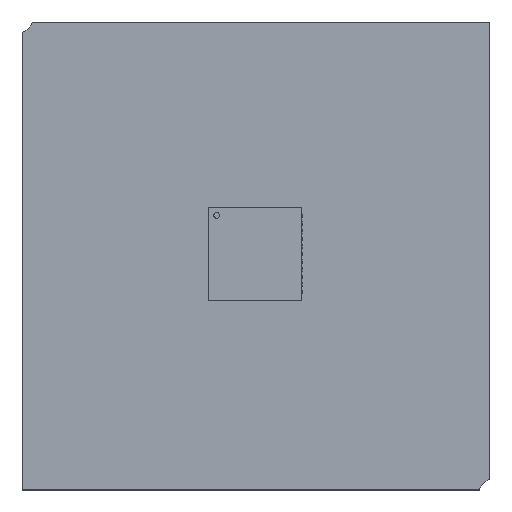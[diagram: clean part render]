
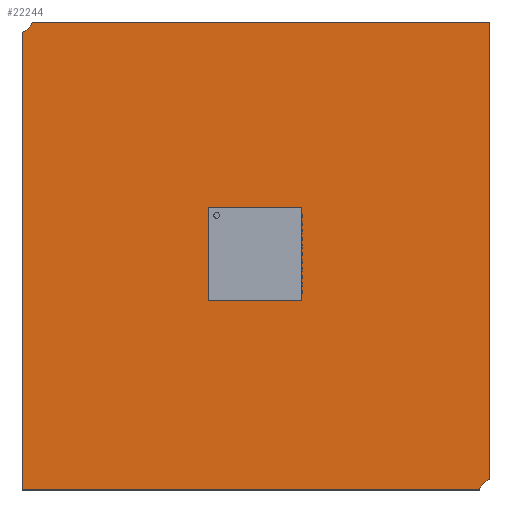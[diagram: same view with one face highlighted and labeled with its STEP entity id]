
A CAD part, top view. The second image highlights one B-rep face of the part: STEP entity #22244.
In plain terms, the highlighted planar face has unit normal (0, 0, 1).
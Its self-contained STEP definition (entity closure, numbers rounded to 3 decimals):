
#21952 = PLANE('',#21953);
#21953 = AXIS2_PLACEMENT_3D('',#21954,#21955,#21956);
#21954 = CARTESIAN_POINT('',(129.489,-107.544,0.));
#21955 = DIRECTION('',(0.,-1.,0.));
#21956 = DIRECTION('',(-1.,0.,0.));
#21977 = VERTEX_POINT('',#21978);
#21978 = CARTESIAN_POINT('',(128.566,-107.544,1.6));
#21991 = CYLINDRICAL_SURFACE('',#21992,1.75);
#21992 = AXIS2_PLACEMENT_3D('',#21993,#21994,#21995);
#21993 = CARTESIAN_POINT('',(130.183,-108.213,-0.8));
#21994 = DIRECTION('',(0.,0.,1.));
#21995 = DIRECTION('',(1.,0.,-0.));
#22002 = EDGE_CURVE('',#21977,#22003,#22005,.T.);
#22003 = VERTEX_POINT('',#22004);
#22004 = CARTESIAN_POINT('',(89.51,-107.544,1.6));
#22005 = SURFACE_CURVE('',#22006,(#22010,#22017),.PCURVE_S1.);
#22006 = LINE('',#22007,#22008);
#22007 = CARTESIAN_POINT('',(129.489,-107.544,1.6));
#22008 = VECTOR('',#22009,1.);
#22009 = DIRECTION('',(-1.,0.,0.));
#22010 = PCURVE('',#21952,#22011);
#22011 = DEFINITIONAL_REPRESENTATION('',(#22012),#22016);
#22012 = LINE('',#22013,#22014);
#22013 = CARTESIAN_POINT('',(0.,-1.6));
#22014 = VECTOR('',#22015,1.);
#22015 = DIRECTION('',(1.,0.));
#22016 = ( GEOMETRIC_REPRESENTATION_CONTEXT(2) 
PARAMETRIC_REPRESENTATION_CONTEXT() REPRESENTATION_CONTEXT('2D SPACE',''
  ) );
#22017 = PCURVE('',#22018,#22023);
#22018 = PLANE('',#22019);
#22019 = AXIS2_PLACEMENT_3D('',#22020,#22021,#22022);
#22020 = CARTESIAN_POINT('',(109.499,-87.554,1.6));
#22021 = DIRECTION('',(-0.,-0.,-1.));
#22022 = DIRECTION('',(-1.,0.,0.));
#22023 = DEFINITIONAL_REPRESENTATION('',(#22024),#22028);
#22024 = LINE('',#22025,#22026);
#22025 = CARTESIAN_POINT('',(-19.99,-19.99));
#22026 = VECTOR('',#22027,1.);
#22027 = DIRECTION('',(1.,0.));
#22028 = ( GEOMETRIC_REPRESENTATION_CONTEXT(2) 
PARAMETRIC_REPRESENTATION_CONTEXT() REPRESENTATION_CONTEXT('2D SPACE',''
  ) );
#22044 = PLANE('',#22045);
#22045 = AXIS2_PLACEMENT_3D('',#22046,#22047,#22048);
#22046 = CARTESIAN_POINT('',(89.51,-107.544,0.));
#22047 = DIRECTION('',(-1.,0.,0.));
#22048 = DIRECTION('',(0.,1.,0.));
#22132 = CYLINDRICAL_SURFACE('',#22133,1.75);
#22133 = AXIS2_PLACEMENT_3D('',#22134,#22135,#22136);
#22134 = CARTESIAN_POINT('',(88.817,-66.847,-0.8));
#22135 = DIRECTION('',(0.,0.,1.));
#22136 = DIRECTION('',(1.,0.,-0.));
#22160 = PLANE('',#22161);
#22161 = AXIS2_PLACEMENT_3D('',#22162,#22163,#22164);
#22162 = CARTESIAN_POINT('',(89.51,-67.564,0.));
#22163 = DIRECTION('',(0.,1.,0.));
#22164 = DIRECTION('',(1.,0.,0.));
#22186 = PLANE('',#22187);
#22187 = AXIS2_PLACEMENT_3D('',#22188,#22189,#22190);
#22188 = CARTESIAN_POINT('',(129.489,-67.564,0.));
#22189 = DIRECTION('',(1.,0.,-0.));
#22190 = DIRECTION('',(0.,-1.,0.));
#22203 = EDGE_CURVE('',#22003,#22204,#22206,.T.);
#22204 = VERTEX_POINT('',#22205);
#22205 = CARTESIAN_POINT('',(89.51,-68.454,1.6));
#22206 = SURFACE_CURVE('',#22207,(#22211,#22218),.PCURVE_S1.);
#22207 = LINE('',#22208,#22209);
#22208 = CARTESIAN_POINT('',(89.51,-107.544,1.6));
#22209 = VECTOR('',#22210,1.);
#22210 = DIRECTION('',(0.,1.,0.));
#22211 = PCURVE('',#22044,#22212);
#22212 = DEFINITIONAL_REPRESENTATION('',(#22213),#22217);
#22213 = LINE('',#22214,#22215);
#22214 = CARTESIAN_POINT('',(0.,-1.6));
#22215 = VECTOR('',#22216,1.);
#22216 = DIRECTION('',(1.,0.));
#22217 = ( GEOMETRIC_REPRESENTATION_CONTEXT(2) 
PARAMETRIC_REPRESENTATION_CONTEXT() REPRESENTATION_CONTEXT('2D SPACE',''
  ) );
#22218 = PCURVE('',#22018,#22219);
#22219 = DEFINITIONAL_REPRESENTATION('',(#22220),#22224);
#22220 = LINE('',#22221,#22222);
#22221 = CARTESIAN_POINT('',(19.99,-19.99));
#22222 = VECTOR('',#22223,1.);
#22223 = DIRECTION('',(0.,1.));
#22224 = ( GEOMETRIC_REPRESENTATION_CONTEXT(2) 
PARAMETRIC_REPRESENTATION_CONTEXT() REPRESENTATION_CONTEXT('2D SPACE',''
  ) );
#22244 = ADVANCED_FACE('',(#22245),#22018,.F.);
#22245 = FACE_BOUND('',#22246,.F.);
#22246 = EDGE_LOOP('',(#22247,#22275,#22276,#22277,#22305,#22328));
#22247 = ORIENTED_EDGE('',*,*,#22248,.T.);
#22248 = EDGE_CURVE('',#22249,#21977,#22251,.T.);
#22249 = VERTEX_POINT('',#22250);
#22250 = CARTESIAN_POINT('',(129.489,-106.606,1.6));
#22251 = SURFACE_CURVE('',#22252,(#22257,#22268),.PCURVE_S1.);
#22252 = CIRCLE('',#22253,1.75);
#22253 = AXIS2_PLACEMENT_3D('',#22254,#22255,#22256);
#22254 = CARTESIAN_POINT('',(130.183,-108.213,1.6));
#22255 = DIRECTION('',(0.,0.,1.));
#22256 = DIRECTION('',(1.,0.,-0.));
#22257 = PCURVE('',#22018,#22258);
#22258 = DEFINITIONAL_REPRESENTATION('',(#22259),#22267);
#22259 = ( BOUNDED_CURVE() B_SPLINE_CURVE(2,(#22260,#22261,#22262,#22263
    ,#22264,#22265,#22266),.UNSPECIFIED.,.T.,.F.) 
B_SPLINE_CURVE_WITH_KNOTS((1,2,2,2,2,1),(-2.094,0.,
    2.094,4.189,6.283,8.378),
.UNSPECIFIED.) CURVE() GEOMETRIC_REPRESENTATION_ITEM() 
RATIONAL_B_SPLINE_CURVE((1.,0.5,1.,0.5,1.,0.5,1.)) REPRESENTATION_ITEM(
  '') );
#22260 = CARTESIAN_POINT('',(-22.434,-20.659));
#22261 = CARTESIAN_POINT('',(-22.434,-17.628));
#22262 = CARTESIAN_POINT('',(-19.809,-19.144));
#22263 = CARTESIAN_POINT('',(-17.184,-20.659));
#22264 = CARTESIAN_POINT('',(-19.809,-22.175));
#22265 = CARTESIAN_POINT('',(-22.434,-23.69));
#22266 = CARTESIAN_POINT('',(-22.434,-20.659));
#22267 = ( GEOMETRIC_REPRESENTATION_CONTEXT(2) 
PARAMETRIC_REPRESENTATION_CONTEXT() REPRESENTATION_CONTEXT('2D SPACE',''
  ) );
#22268 = PCURVE('',#21991,#22269);
#22269 = DEFINITIONAL_REPRESENTATION('',(#22270),#22274);
#22270 = LINE('',#22271,#22272);
#22271 = CARTESIAN_POINT('',(0.,2.4));
#22272 = VECTOR('',#22273,1.);
#22273 = DIRECTION('',(1.,0.));
#22274 = ( GEOMETRIC_REPRESENTATION_CONTEXT(2) 
PARAMETRIC_REPRESENTATION_CONTEXT() REPRESENTATION_CONTEXT('2D SPACE',''
  ) );
#22275 = ORIENTED_EDGE('',*,*,#22002,.T.);
#22276 = ORIENTED_EDGE('',*,*,#22203,.T.);
#22277 = ORIENTED_EDGE('',*,*,#22278,.T.);
#22278 = EDGE_CURVE('',#22204,#22279,#22281,.T.);
#22279 = VERTEX_POINT('',#22280);
#22280 = CARTESIAN_POINT('',(90.413,-67.564,1.6));
#22281 = SURFACE_CURVE('',#22282,(#22287,#22298),.PCURVE_S1.);
#22282 = CIRCLE('',#22283,1.75);
#22283 = AXIS2_PLACEMENT_3D('',#22284,#22285,#22286);
#22284 = CARTESIAN_POINT('',(88.817,-66.847,1.6));
#22285 = DIRECTION('',(0.,0.,1.));
#22286 = DIRECTION('',(1.,0.,-0.));
#22287 = PCURVE('',#22018,#22288);
#22288 = DEFINITIONAL_REPRESENTATION('',(#22289),#22297);
#22289 = ( BOUNDED_CURVE() B_SPLINE_CURVE(2,(#22290,#22291,#22292,#22293
    ,#22294,#22295,#22296),.UNSPECIFIED.,.T.,.F.) 
B_SPLINE_CURVE_WITH_KNOTS((1,2,2,2,2,1),(-2.094,0.,
    2.094,4.189,6.283,8.378),
.UNSPECIFIED.) CURVE() GEOMETRIC_REPRESENTATION_ITEM() 
RATIONAL_B_SPLINE_CURVE((1.,0.5,1.,0.5,1.,0.5,1.)) REPRESENTATION_ITEM(
  '') );
#22290 = CARTESIAN_POINT('',(18.932,20.707));
#22291 = CARTESIAN_POINT('',(18.932,23.738));
#22292 = CARTESIAN_POINT('',(21.557,22.222));
#22293 = CARTESIAN_POINT('',(24.182,20.707));
#22294 = CARTESIAN_POINT('',(21.557,19.191));
#22295 = CARTESIAN_POINT('',(18.932,17.676));
#22296 = CARTESIAN_POINT('',(18.932,20.707));
#22297 = ( GEOMETRIC_REPRESENTATION_CONTEXT(2) 
PARAMETRIC_REPRESENTATION_CONTEXT() REPRESENTATION_CONTEXT('2D SPACE',''
  ) );
#22298 = PCURVE('',#22132,#22299);
#22299 = DEFINITIONAL_REPRESENTATION('',(#22300),#22304);
#22300 = LINE('',#22301,#22302);
#22301 = CARTESIAN_POINT('',(0.,2.4));
#22302 = VECTOR('',#22303,1.);
#22303 = DIRECTION('',(1.,0.));
#22304 = ( GEOMETRIC_REPRESENTATION_CONTEXT(2) 
PARAMETRIC_REPRESENTATION_CONTEXT() REPRESENTATION_CONTEXT('2D SPACE',''
  ) );
#22305 = ORIENTED_EDGE('',*,*,#22306,.T.);
#22306 = EDGE_CURVE('',#22279,#22307,#22309,.T.);
#22307 = VERTEX_POINT('',#22308);
#22308 = CARTESIAN_POINT('',(129.489,-67.564,1.6));
#22309 = SURFACE_CURVE('',#22310,(#22314,#22321),.PCURVE_S1.);
#22310 = LINE('',#22311,#22312);
#22311 = CARTESIAN_POINT('',(89.51,-67.564,1.6));
#22312 = VECTOR('',#22313,1.);
#22313 = DIRECTION('',(1.,0.,0.));
#22314 = PCURVE('',#22018,#22315);
#22315 = DEFINITIONAL_REPRESENTATION('',(#22316),#22320);
#22316 = LINE('',#22317,#22318);
#22317 = CARTESIAN_POINT('',(19.99,19.99));
#22318 = VECTOR('',#22319,1.);
#22319 = DIRECTION('',(-1.,0.));
#22320 = ( GEOMETRIC_REPRESENTATION_CONTEXT(2) 
PARAMETRIC_REPRESENTATION_CONTEXT() REPRESENTATION_CONTEXT('2D SPACE',''
  ) );
#22321 = PCURVE('',#22160,#22322);
#22322 = DEFINITIONAL_REPRESENTATION('',(#22323),#22327);
#22323 = LINE('',#22324,#22325);
#22324 = CARTESIAN_POINT('',(0.,-1.6));
#22325 = VECTOR('',#22326,1.);
#22326 = DIRECTION('',(1.,0.));
#22327 = ( GEOMETRIC_REPRESENTATION_CONTEXT(2) 
PARAMETRIC_REPRESENTATION_CONTEXT() REPRESENTATION_CONTEXT('2D SPACE',''
  ) );
#22328 = ORIENTED_EDGE('',*,*,#22329,.T.);
#22329 = EDGE_CURVE('',#22307,#22249,#22330,.T.);
#22330 = SURFACE_CURVE('',#22331,(#22335,#22342),.PCURVE_S1.);
#22331 = LINE('',#22332,#22333);
#22332 = CARTESIAN_POINT('',(129.489,-67.564,1.6));
#22333 = VECTOR('',#22334,1.);
#22334 = DIRECTION('',(0.,-1.,0.));
#22335 = PCURVE('',#22018,#22336);
#22336 = DEFINITIONAL_REPRESENTATION('',(#22337),#22341);
#22337 = LINE('',#22338,#22339);
#22338 = CARTESIAN_POINT('',(-19.99,19.99));
#22339 = VECTOR('',#22340,1.);
#22340 = DIRECTION('',(0.,-1.));
#22341 = ( GEOMETRIC_REPRESENTATION_CONTEXT(2) 
PARAMETRIC_REPRESENTATION_CONTEXT() REPRESENTATION_CONTEXT('2D SPACE',''
  ) );
#22342 = PCURVE('',#22186,#22343);
#22343 = DEFINITIONAL_REPRESENTATION('',(#22344),#22348);
#22344 = LINE('',#22345,#22346);
#22345 = CARTESIAN_POINT('',(0.,-1.6));
#22346 = VECTOR('',#22347,1.);
#22347 = DIRECTION('',(1.,0.));
#22348 = ( GEOMETRIC_REPRESENTATION_CONTEXT(2) 
PARAMETRIC_REPRESENTATION_CONTEXT() REPRESENTATION_CONTEXT('2D SPACE',''
  ) );
